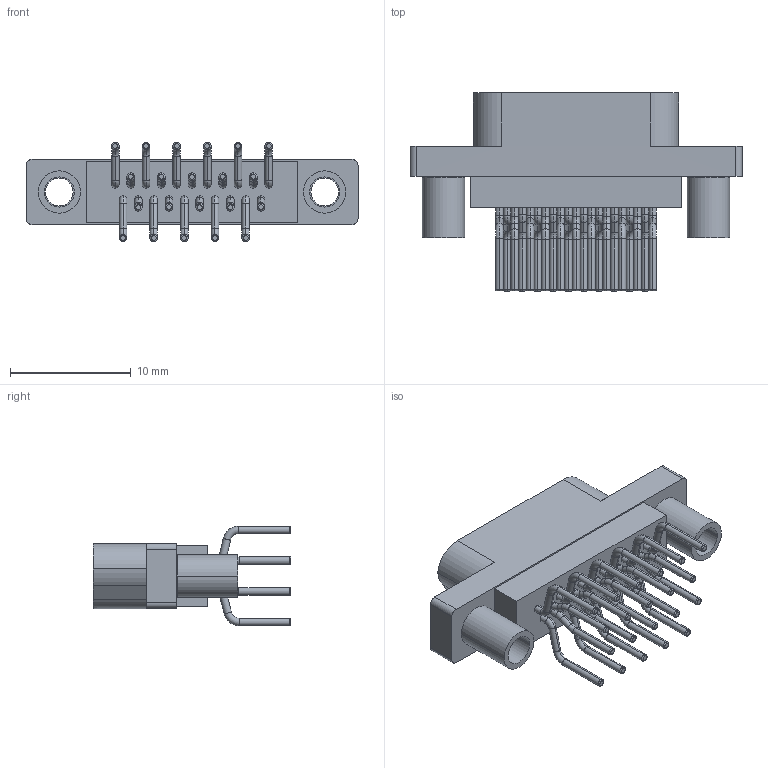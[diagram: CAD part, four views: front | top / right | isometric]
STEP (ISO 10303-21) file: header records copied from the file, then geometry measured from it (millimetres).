
FILE_DESCRIPTION((''),'2;1');
FILE_NAME('J30-21ZKN1','2021-04-20T18:55:36',('Exiaobu'),(''),'CREO PARAMETRIC BY PTC INC, 2019010','CREO PARAMETRIC BY PTC INC, 2019010','');
FILE_SCHEMA(('AUTOMOTIVE_DESIGN { 1 0 10303 214 1 1 1 1 }'));
Length unit declared in the file: millimetre
Products named in the file (1): J30-21ZKN1
Bounding box: 27.5 x 16.4 x 8.24 mm (x, y, z)
Volume: 767.5 mm3; surface area: 1952.5 mm2
Topology: 3 solids, 3 shells, 506 faces, 1042 edges, 608 vertices
Faces by surface type: cylinder 240, torus 126, plane 92, cone 48
Entity records: 16993 total; most frequent: DIRECTION 2745, CARTESIAN_POINT 2178, ORIENTED_EDGE 2084, AXIS2_PLACEMENT_3D 1202, EDGE_CURVE 1042, CIRCLE 696, VERTEX_POINT 608, EDGE_LOOP 580
